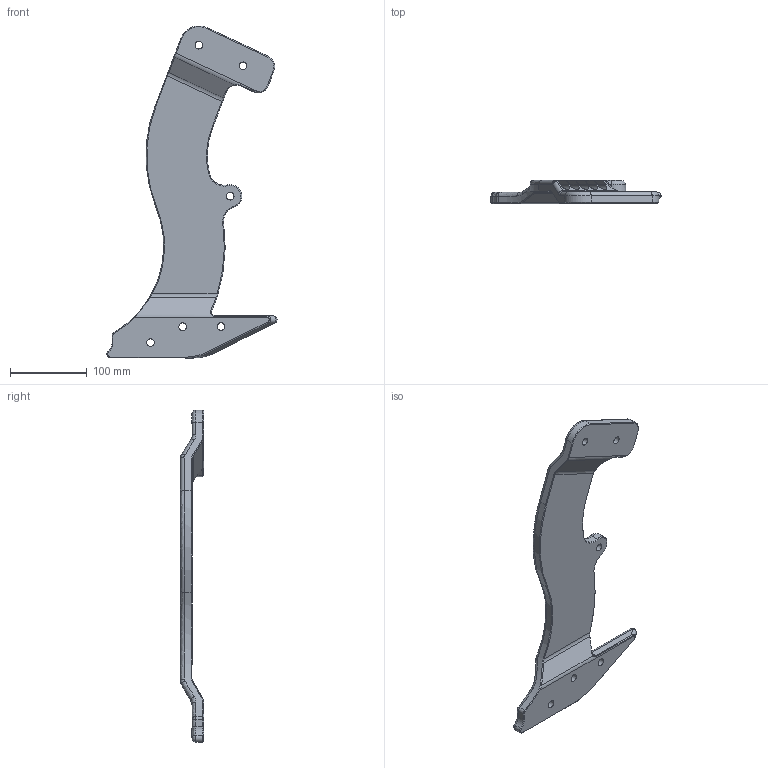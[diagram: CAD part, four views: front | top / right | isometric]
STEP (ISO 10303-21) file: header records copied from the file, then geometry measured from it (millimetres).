
FILE_DESCRIPTION(/* description */ ('','CAx-IF Rec.Pracs.---Representation and Presentation of Product Manufacturing Information (PMI)---4.0---2014-10-13'),/* implementation_level */ '2;1');
FILE_NAME(/* name */ 'designplate_right.step',/* time_stamp */ '2025-02-28T09:45:18+01:00',/* author */ (''),/* organization */ (''),/* preprocessor_version */ 'ST-DEVELOPER v20',/* originating_system */ 'Autodesk Translation Framework v13.20.0.188',/* authorisation */ '');
FILE_SCHEMA (('AP242_MANAGED_MODEL_BASED_3D_ENGINEERING_MIM_LF { 1 0 10303 442 1 1 4 }'));
Length unit declared in the file: millimetre
Products named in the file (1): DESIGNPLATTE_RECHTS
Bounding box: 221.75 x 30 x 432.69 mm (x, y, z)
Volume: 438630 mm3; surface area: 135087.8 mm2
Topology: 1 solids, 1 shells, 223 faces, 548 edges, 318 vertices
Faces by surface type: cylinder 87, bspline 75, plane 40, cone 11, torus 10
Full cylindrical faces by diameter (mm): 10 x6
Entity records: 15494 total; most frequent: CARTESIAN_POINT 10479, ORIENTED_EDGE 1078, DIRECTION 838, EDGE_CURVE 539, VERTEX_POINT 318, AXIS2_PLACEMENT_3D 318, EDGE_LOOP 235, STYLED_ITEM 224
